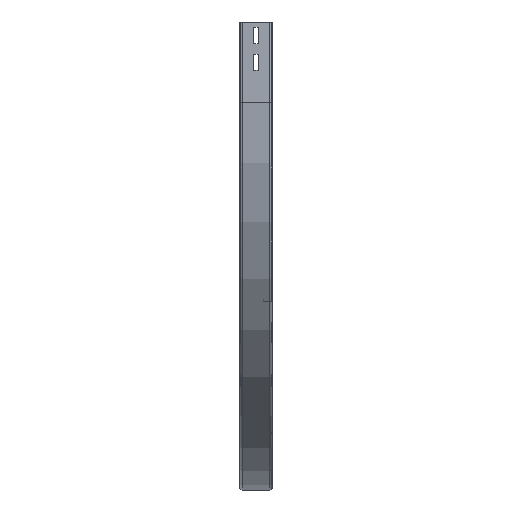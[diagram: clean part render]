
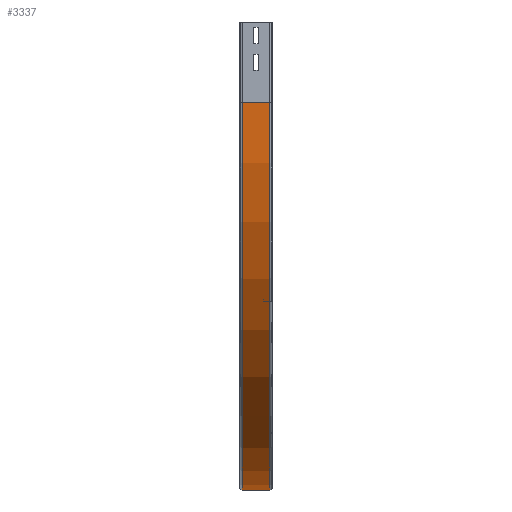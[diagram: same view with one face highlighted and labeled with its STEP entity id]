
A CAD part, left-side view. The second image highlights one B-rep face of the part: STEP entity #3337.
In plain terms, the highlighted cylindrical face has radius 720 mm (diameter 1440 mm), a partial arc.
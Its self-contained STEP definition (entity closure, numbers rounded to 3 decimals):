
#152=CIRCLE('',#3679,720.);
#154=CIRCLE('',#3682,720.);
#207=CYLINDRICAL_SURFACE('',#3681,720.);
#339=FACE_OUTER_BOUND('',#553,.T.);
#553=EDGE_LOOP('',(#2673,#2674,#2675,#2676));
#817=LINE('',#5209,#1189);
#869=LINE('',#5368,#1241);
#1189=VECTOR('',#4227,10.);
#1241=VECTOR('',#4397,10.);
#1518=VERTEX_POINT('',#5200);
#1521=VERTEX_POINT('',#5208);
#1568=VERTEX_POINT('',#5362);
#1569=VERTEX_POINT('',#5366);
#1875=EDGE_CURVE('',#1518,#1521,#817,.T.);
#1952=EDGE_CURVE('',#1568,#1518,#152,.T.);
#1954=EDGE_CURVE('',#1569,#1521,#154,.T.);
#1955=EDGE_CURVE('',#1569,#1568,#869,.T.);
#2673=ORIENTED_EDGE('',*,*,#1875,.T.);
#2674=ORIENTED_EDGE('',*,*,#1954,.F.);
#2675=ORIENTED_EDGE('',*,*,#1955,.T.);
#2676=ORIENTED_EDGE('',*,*,#1952,.T.);
#3337=ADVANCED_FACE('',(#339),#207,.T.);
#3679=AXIS2_PLACEMENT_3D('',#5363,#4389,#4390);
#3681=AXIS2_PLACEMENT_3D('',#5365,#4393,#4394);
#3682=AXIS2_PLACEMENT_3D('',#5367,#4395,#4396);
#4227=DIRECTION('',(0.,-1.,0.));
#4389=DIRECTION('center_axis',(0.,-1.,0.));
#4390=DIRECTION('ref_axis',(-1.,0.,0.));
#4393=DIRECTION('center_axis',(0.,-1.,0.));
#4394=DIRECTION('ref_axis',(-1.,0.,0.));
#4395=DIRECTION('center_axis',(0.,-1.,0.));
#4396=DIRECTION('ref_axis',(-1.,0.,0.));
#4397=DIRECTION('',(0.,1.,0.));
#5200=CARTESIAN_POINT('',(689.,56.,-720.));
#5208=CARTESIAN_POINT('',(689.,4.,-720.));
#5209=CARTESIAN_POINT('',(689.,56.,-720.));
#5362=CARTESIAN_POINT('',(-31.,56.,0.));
#5363=CARTESIAN_POINT('Origin',(689.,56.,0.));
#5365=CARTESIAN_POINT('Origin',(689.,25.911,0.));
#5366=CARTESIAN_POINT('',(-31.,4.,0.));
#5367=CARTESIAN_POINT('Origin',(689.,4.,0.));
#5368=CARTESIAN_POINT('',(-31.,69.048,0.));
